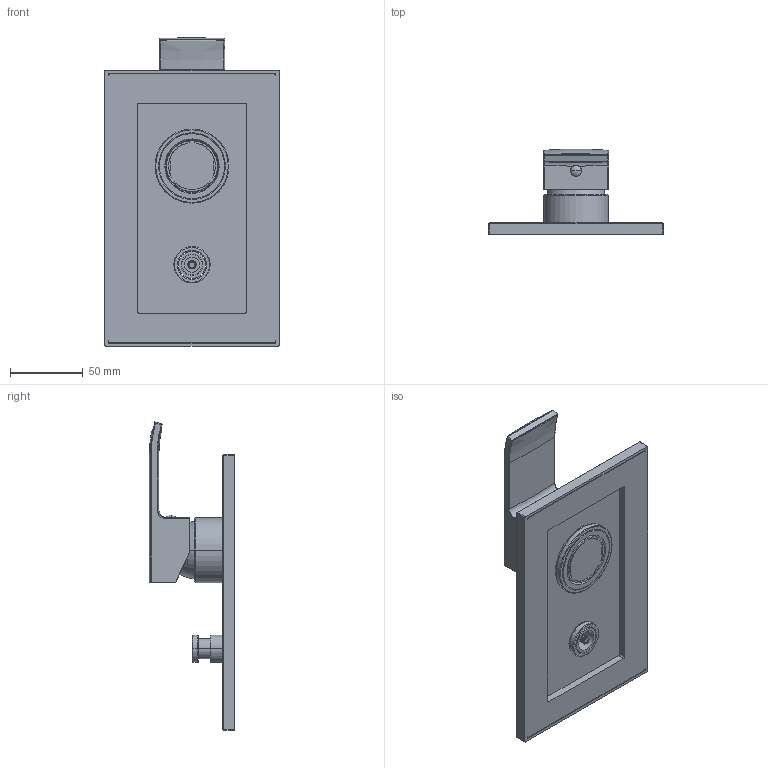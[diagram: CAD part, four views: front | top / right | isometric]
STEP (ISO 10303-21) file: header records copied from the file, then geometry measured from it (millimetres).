
FILE_DESCRIPTION((''),'2;1');
FILE_NAME('LES015CR','2021-11-02T11:22:57',('ut3'),('PAFFONI SpA'),'CREO PARAMETRIC BY PTC INC, 2020044','CREO PARAMETRIC BY PTC INC, 2020044','');
FILE_SCHEMA(('CONFIG_CONTROL_DESIGN','SHAPE_APPEARANCE_LAYERS_GROUPS'));
Length unit declared in the file: millimetre
Products named in the file (1): LES015CR
Bounding box: 120 x 58.71 x 212.33 mm (x, y, z)
Volume: 181589.3 mm3; surface area: 123042.6 mm2
Topology: 5 solids, 5 shells, 1048 faces, 2775 edges, 1746 vertices
Faces by surface type: plane 599, cylinder 267, torus 99, cone 40, sphere 22, bspline 21
Entity records: 46583 total; most frequent: CARTESIAN_POINT 13435, ORIENTED_EDGE 5530, DIRECTION 5219, EDGE_CURVE 2765, AXIS2_PLACEMENT_3D 1823, VERTEX_POINT 1746, VECTOR 1573, LINE 1573
